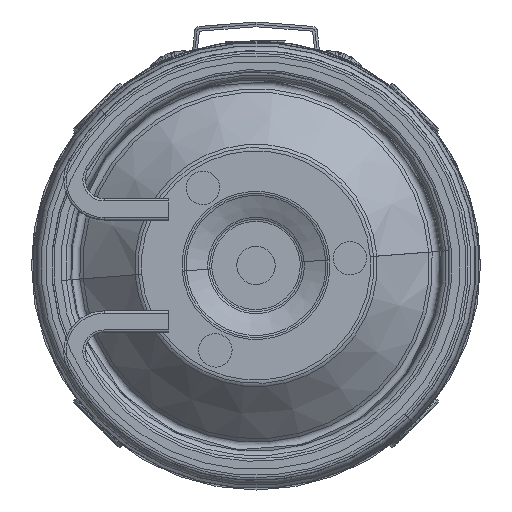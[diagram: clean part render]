
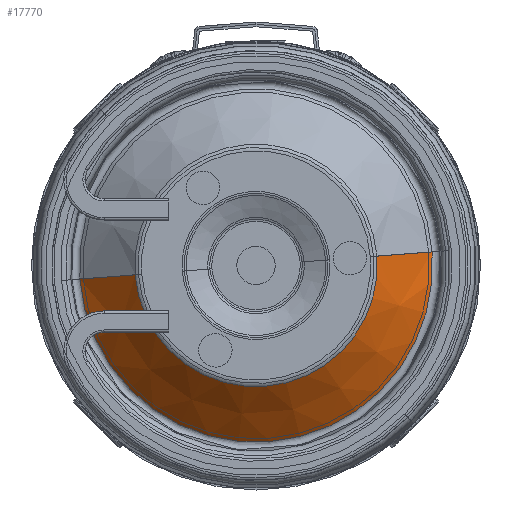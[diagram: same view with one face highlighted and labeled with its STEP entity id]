
A CAD part, front view. The second image highlights one B-rep face of the part: STEP entity #17770.
In plain terms, the highlighted conical face has half-angle 46.546 degrees and reference radius 25.375 mm.
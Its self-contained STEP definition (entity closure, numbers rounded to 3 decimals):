
#1235 = CARTESIAN_POINT ( 'NONE',  ( 0., 11.526, -36.962 ) ) ;
#4733 = DIRECTION ( 'NONE',  ( 0., 0.688, 0.726 ) ) ;
#4940 = CARTESIAN_POINT ( 'NONE',  ( 0., 0.548, 0. ) ) ;
#6650 = VERTEX_POINT ( 'NONE', #1235 ) ;
#6978 = CARTESIAN_POINT ( 'NONE',  ( 0., 0.548, 25.376 ) ) ;
#8070 = LINE ( 'NONE', #23758, #34897 ) ;
#9729 = FACE_OUTER_BOUND ( 'NONE', #32903, .T. ) ;
#10208 = AXIS2_PLACEMENT_3D ( 'NONE', #4940, #30236, #14747 ) ;
#11008 = CIRCLE ( 'NONE', #21705, 36.962 ) ;
#11621 = DIRECTION ( 'NONE',  ( 0., 0., 1. ) ) ;
#12228 = EDGE_CURVE ( 'NONE', #6650, #17878, #11008, .T. ) ;
#13095 = VERTEX_POINT ( 'NONE', #6978 ) ;
#13378 = ORIENTED_EDGE ( 'NONE', *, *, #26470, .T. ) ;
#14298 = CARTESIAN_POINT ( 'NONE',  ( 0., 11.526, 36.962 ) ) ;
#14612 = ORIENTED_EDGE ( 'NONE', *, *, #37309, .T. ) ;
#14747 = DIRECTION ( 'NONE',  ( 0., 0., 1. ) ) ;
#14873 = CIRCLE ( 'NONE', #10208, 25.376 ) ;
#15179 = CARTESIAN_POINT ( 'NONE',  ( 0., 11.526, 0. ) ) ;
#16837 = ORIENTED_EDGE ( 'NONE', *, *, #12228, .F. ) ;
#17319 = CONICAL_SURFACE ( 'NONE', #34027, 25.376, 0.812 ) ;
#17513 = EDGE_CURVE ( 'NONE', #28428, #6650, #21231, .T. ) ;
#17770 = ADVANCED_FACE ( 'NONE', ( #9729 ), #17319, .T. ) ;
#17878 = VERTEX_POINT ( 'NONE', #14298 ) ;
#21231 = LINE ( 'NONE', #25006, #23947 ) ;
#21705 = AXIS2_PLACEMENT_3D ( 'NONE', #15179, #24147, #11621 ) ;
#21857 = DIRECTION ( 'NONE',  ( 0., 1., 0. ) ) ;
#22469 = CARTESIAN_POINT ( 'NONE',  ( 0., 0.548, 0. ) ) ;
#23758 = CARTESIAN_POINT ( 'NONE',  ( 0., 0.548, 25.376 ) ) ;
#23947 = VECTOR ( 'NONE', #28152, 1000. ) ;
#24147 = DIRECTION ( 'NONE',  ( 0., 1., 0. ) ) ;
#25006 = CARTESIAN_POINT ( 'NONE',  ( 0., 0.548, -25.376 ) ) ;
#26470 = EDGE_CURVE ( 'NONE', #13095, #17878, #8070, .T. ) ;
#28152 = DIRECTION ( 'NONE',  ( 0., 0.688, -0.726 ) ) ;
#28428 = VERTEX_POINT ( 'NONE', #32199 ) ;
#30236 = DIRECTION ( 'NONE',  ( 0., 1., 0. ) ) ;
#32199 = CARTESIAN_POINT ( 'NONE',  ( 0., 0.548, -25.376 ) ) ;
#32903 = EDGE_LOOP ( 'NONE', ( #39789, #14612, #13378, #16837 ) ) ;
#34027 = AXIS2_PLACEMENT_3D ( 'NONE', #22469, #21857, #34652 ) ;
#34652 = DIRECTION ( 'NONE',  ( 0., 0., 1. ) ) ;
#34897 = VECTOR ( 'NONE', #4733, 1000. ) ;
#37309 = EDGE_CURVE ( 'NONE', #28428, #13095, #14873, .T. ) ;
#39789 = ORIENTED_EDGE ( 'NONE', *, *, #17513, .F. ) ;
